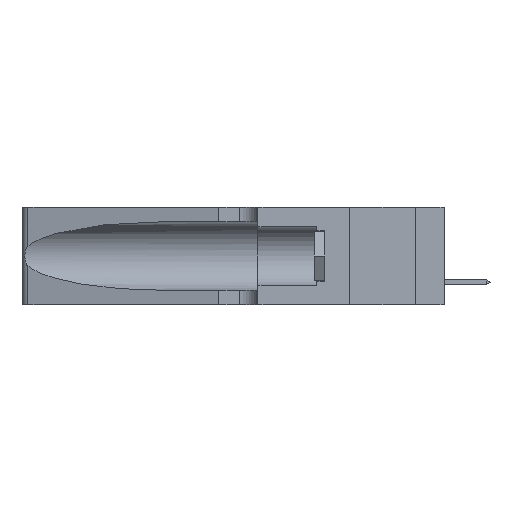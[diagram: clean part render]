
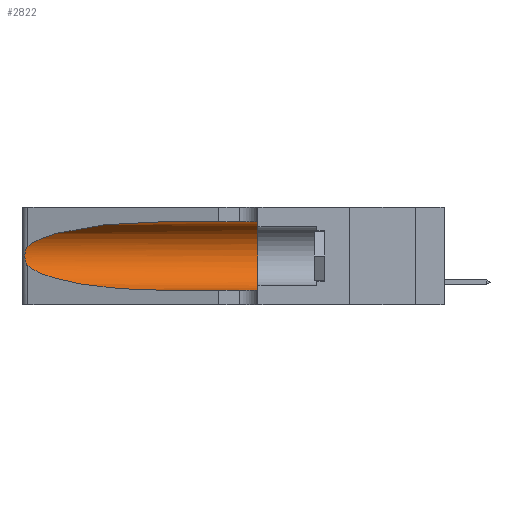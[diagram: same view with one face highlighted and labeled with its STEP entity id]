
A CAD part, left-side view. The second image highlights one B-rep face of the part: STEP entity #2822.
In plain terms, the highlighted cylindrical face has radius 3.308 mm (diameter 6.617 mm), a partial arc.
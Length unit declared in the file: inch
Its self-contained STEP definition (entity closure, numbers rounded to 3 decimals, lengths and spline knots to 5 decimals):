
#95 = CARTESIAN_POINT ( 'NONE',  ( 0.25487, 1.22718, 0.14631 ) ) ;
#126 = CARTESIAN_POINT ( 'NONE',  ( 0.1305, 1.61858, 0.185 ) ) ;
#310 =( BOUNDED_CURVE ( )  B_SPLINE_CURVE ( 3, ( #29281, #26643, #9714, #7165 ),
 .UNSPECIFIED., .F., .F. ) 
 B_SPLINE_CURVE_WITH_KNOTS ( ( 4, 4 ),
 ( 1.5708, 2.84003 ),
 .UNSPECIFIED. ) 
 CURVE ( )  GEOMETRIC_REPRESENTATION_ITEM ( )  RATIONAL_B_SPLINE_CURVE ( ( 1., 0.87, 0.87, 1. ) ) 
 REPRESENTATION_ITEM ( '' )  );
#2043 = DIRECTION ( 'NONE',  ( 0., 1., 0. ) ) ;
#2209 = CARTESIAN_POINT ( 'NONE',  ( 0.1305, 0.35, 0.31525 ) ) ;
#2822 = ADVANCED_FACE ( 'NONE', ( #29177 ), #17720, .F. ) ;
#2976 = CARTESIAN_POINT ( 'NONE',  ( 0.1305, 0.35, 0.05475 ) ) ;
#3593 = EDGE_LOOP ( 'NONE', ( #21986, #16484, #27845, #29548, #31555, #5190 ) ) ;
#4255 = LINE ( 'NONE', #15577, #21754 ) ;
#4935 = CARTESIAN_POINT ( 'NONE',  ( 0.25789, 1.23486, 0.15765 ) ) ;
#5190 = ORIENTED_EDGE ( 'NONE', *, *, #28978, .F. ) ;
#6555 = CARTESIAN_POINT ( 'NONE',  ( 0.1305, 0.72297, 0.05475 ) ) ;
#7165 = CARTESIAN_POINT ( 'NONE',  ( 0.25487, 1.22718, 0.22369 ) ) ;
#7632 = DIRECTION ( 'NONE',  ( 0., 0., -1. ) ) ;
#9629 = CARTESIAN_POINT ( 'NONE',  ( 0.25487, 1.22718, 0.22369 ) ) ;
#9714 = CARTESIAN_POINT ( 'NONE',  ( 0.2373, 1.15595, 0.28018 ) ) ;
#9727 = CARTESIAN_POINT ( 'NONE',  ( 0.25555, 1.22994, 0.2215 ) ) ;
#10032 = CARTESIAN_POINT ( 'NONE',  ( 0.26075, 1.23896, 0.19203 ) ) ;
#10376 = EDGE_CURVE ( 'NONE', #13767, #15525, #26181, .T. ) ;
#10401 = VERTEX_POINT ( 'NONE', #6555 ) ;
#12188 = CARTESIAN_POINT ( 'NONE',  ( 0.26075, 1.23896, 0.178 ) ) ;
#12290 = CARTESIAN_POINT ( 'NONE',  ( 0.25555, 1.22993, 0.14849 ) ) ;
#12387 = CARTESIAN_POINT ( 'NONE',  ( 0.25854, 1.2359, 0.20912 ) ) ;
#13085 = CARTESIAN_POINT ( 'NONE',  ( 0.25487, 1.22718, 0.14631 ) ) ;
#13647 =( BOUNDED_CURVE ( )  B_SPLINE_CURVE ( 3, ( #28961, #14392, #27261, #19810 ),
 .UNSPECIFIED., .F., .F. ) 
 B_SPLINE_CURVE_WITH_KNOTS ( ( 4, 4 ),
 ( 3.44316, 4.71239 ),
 .UNSPECIFIED. ) 
 CURVE ( )  GEOMETRIC_REPRESENTATION_ITEM ( )  RATIONAL_B_SPLINE_CURVE ( ( 1., 0.87, 0.87, 1. ) ) 
 REPRESENTATION_ITEM ( '' )  );
#13767 = VERTEX_POINT ( 'NONE', #2209 ) ;
#13937 = VERTEX_POINT ( 'NONE', #13085 ) ;
#14392 = CARTESIAN_POINT ( 'NONE',  ( 0.2373, 1.15595, 0.08982 ) ) ;
#14515 = CARTESIAN_POINT ( 'NONE',  ( 0.25639, 1.23184, 0.21858 ) ) ;
#14622 = CARTESIAN_POINT ( 'NONE',  ( 0.26017, 1.23833, 0.17102 ) ) ;
#14656 = DIRECTION ( 'NONE',  ( 0., -1., 0. ) ) ;
#15378 = CARTESIAN_POINT ( 'NONE',  ( 0.1305, 1.61858, 0.05475 ) ) ;
#15525 = VERTEX_POINT ( 'NONE', #2976 ) ;
#15577 = CARTESIAN_POINT ( 'NONE',  ( 0.1305, 1.61858, 0.31525 ) ) ;
#15819 = EDGE_CURVE ( 'NONE', #30472, #13937, #28787, .T. ) ;
#16484 = ORIENTED_EDGE ( 'NONE', *, *, #15819, .T. ) ;
#17222 = CARTESIAN_POINT ( 'NONE',  ( 0.1305, 0.72297, 0.31525 ) ) ;
#17720 = CYLINDRICAL_SURFACE ( 'NONE', #22475, 0.13025 ) ;
#18992 = LINE ( 'NONE', #15378, #22027 ) ;
#19469 = VERTEX_POINT ( 'NONE', #17222 ) ;
#19520 = CARTESIAN_POINT ( 'NONE',  ( 0.25856, 1.23593, 0.16098 ) ) ;
#19810 = CARTESIAN_POINT ( 'NONE',  ( 0.1305, 0.72297, 0.05475 ) ) ;
#21754 = VECTOR ( 'NONE', #23052, 39.37008 ) ;
#21986 = ORIENTED_EDGE ( 'NONE', *, *, #23296, .T. ) ;
#22027 = VECTOR ( 'NONE', #27634, 39.37008 ) ;
#22475 = AXIS2_PLACEMENT_3D ( 'NONE', #126, #14656, #7632 ) ;
#22722 = AXIS2_PLACEMENT_3D ( 'NONE', #28692, #2043, #28793 ) ;
#23052 = DIRECTION ( 'NONE',  ( 0., -1., 0. ) ) ;
#23296 = EDGE_CURVE ( 'NONE', #19469, #30472, #310, .T. ) ;
#23380 = EDGE_CURVE ( 'NONE', #13937, #10401, #13647, .T. ) ;
#26181 = CIRCLE ( 'NONE', #22722, 0.13025 ) ;
#26643 = CARTESIAN_POINT ( 'NONE',  ( 0.18966, 0.96281, 0.31525 ) ) ;
#26761 = CARTESIAN_POINT ( 'NONE',  ( 0.25787, 1.23484, 0.2124 ) ) ;
#26862 = CARTESIAN_POINT ( 'NONE',  ( 0.25639, 1.23186, 0.15144 ) ) ;
#27109 = CARTESIAN_POINT ( 'NONE',  ( 0.25487, 1.22718, 0.22369 ) ) ;
#27261 = CARTESIAN_POINT ( 'NONE',  ( 0.18966, 0.96281, 0.05475 ) ) ;
#27634 = DIRECTION ( 'NONE',  ( 0., -1., 0. ) ) ;
#27845 = ORIENTED_EDGE ( 'NONE', *, *, #23380, .T. ) ;
#28692 = CARTESIAN_POINT ( 'NONE',  ( 0.1305, 0.35, 0.185 ) ) ;
#28787 = B_SPLINE_CURVE_WITH_KNOTS ( 'NONE', 3,
 ( #9629, #9727, #14515, #26761, #12387, #29194, #10032, #12188, #14622, #19520, #4935, #26862, #12290, #95 ),
 .UNSPECIFIED., .F., .F.,
 ( 4, 2, 2, 2, 2, 2, 4 ),
 ( 0., 0.00027, 0.00053, 0.00107, 0.0016, 0.00187, 0.00214 ),
 .UNSPECIFIED. ) ;
#28793 = DIRECTION ( 'NONE',  ( 0., 0., 1. ) ) ;
#28961 = CARTESIAN_POINT ( 'NONE',  ( 0.25487, 1.22718, 0.14631 ) ) ;
#28978 = EDGE_CURVE ( 'NONE', #19469, #13767, #4255, .T. ) ;
#29177 = FACE_OUTER_BOUND ( 'NONE', #3593, .T. ) ;
#29194 = CARTESIAN_POINT ( 'NONE',  ( 0.26018, 1.23835, 0.19895 ) ) ;
#29281 = CARTESIAN_POINT ( 'NONE',  ( 0.1305, 0.72297, 0.31525 ) ) ;
#29548 = ORIENTED_EDGE ( 'NONE', *, *, #30611, .T. ) ;
#30472 = VERTEX_POINT ( 'NONE', #27109 ) ;
#30611 = EDGE_CURVE ( 'NONE', #10401, #15525, #18992, .T. ) ;
#31555 = ORIENTED_EDGE ( 'NONE', *, *, #10376, .F. ) ;
